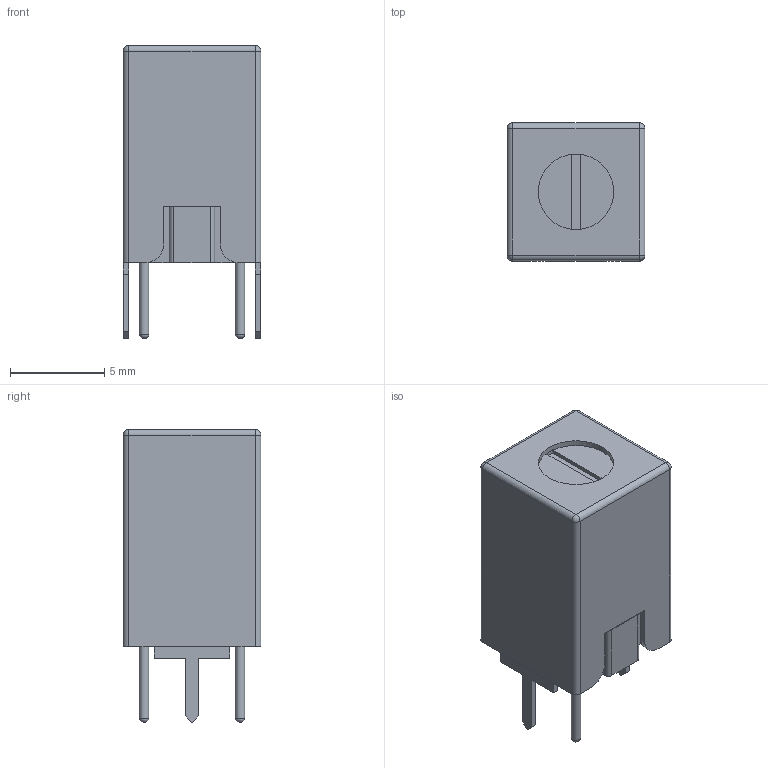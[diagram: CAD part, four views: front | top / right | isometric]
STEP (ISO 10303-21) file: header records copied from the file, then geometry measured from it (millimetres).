
FILE_DESCRIPTION(('FreeCAD Model'),'2;1');
FILE_NAME('71E.stp', '2015-04-19T11:36:28',('FreeCAD'),('FreeCAD'), 'Open CASCADE STEP processor 6.7','FreeCAD','Unknown');
FILE_SCHEMA(('AUTOMOTIVE_DESIGN_CC2 { 1 2 10303 214 -1 1 5 4 }'));
Length unit declared in the file: millimetre
Products named in the file (4): Fillet002; Fusion002; Pocket003; Fusion001
Bounding box: 7.3 x 7.3 x 15.5 mm (x, y, z)
Volume: 271.3 mm3; surface area: 1164.3 mm2
Topology: 5 solids, 5 shells, 130 faces, 320 edges, 202 vertices
Faces by surface type: plane 94, cylinder 30, sphere 4, revolution 2
Full cylindrical faces by diameter (mm): 0.5 x2, 1 x1, 3 x2, 4 x2, 4.4 x1
Entity records: 8228 total; most frequent: CARTESIAN_POINT 1627, DIRECTION 1231, LINE 810, VECTOR 810, ORIENTED_EDGE 640, PCURVE 640, DEFINITIONAL_REPRESENTATION 640, EDGE_CURVE 320
